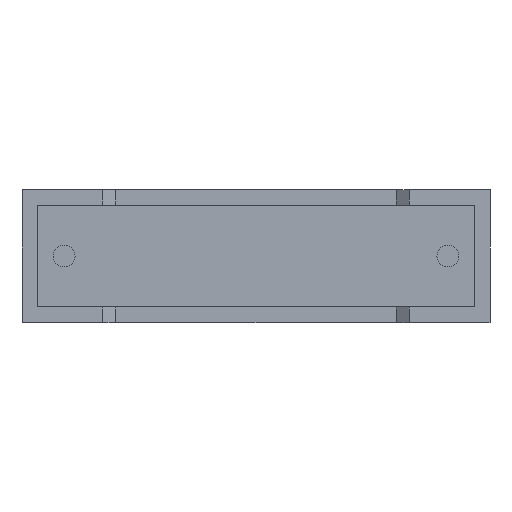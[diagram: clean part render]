
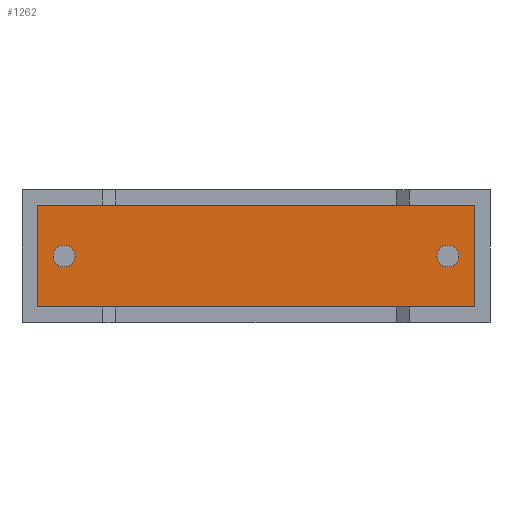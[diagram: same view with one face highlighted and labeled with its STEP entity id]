
A CAD part, front view. The second image highlights one B-rep face of the part: STEP entity #1262.
In plain terms, the highlighted planar face has unit normal (0, -1, 0).
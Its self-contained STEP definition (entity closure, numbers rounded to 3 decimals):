
#2 = VECTOR ( 'NONE', #904, 1000. ) ;
#4 = CARTESIAN_POINT ( 'NONE',  ( 0.61, 0.75, 0.61 ) ) ;
#13 = EDGE_CURVE ( 'NONE', #1686, #2886, #2902, .T. ) ;
#54 = CARTESIAN_POINT ( 'NONE',  ( 17.69, 0.75, 4.59 ) ) ;
#110 = EDGE_CURVE ( 'NONE', #1371, #1686, #137, .T. ) ;
#125 = DIRECTION ( 'NONE',  ( 0., 0., -1. ) ) ;
#137 = LINE ( 'NONE', #2251, #1987 ) ;
#152 = CIRCLE ( 'NONE', #1100, 0.425 ) ;
#226 = CARTESIAN_POINT ( 'NONE',  ( 17.69, 0.75, 0.61 ) ) ;
#253 = VERTEX_POINT ( 'NONE', #2323 ) ;
#262 = VECTOR ( 'NONE', #2591, 1000. ) ;
#370 = CARTESIAN_POINT ( 'NONE',  ( 16.65, 0.75, 2.175 ) ) ;
#414 = DIRECTION ( 'NONE',  ( 0., -1., 0. ) ) ;
#449 = CARTESIAN_POINT ( 'NONE',  ( 16.65, 0.75, 2.6 ) ) ;
#527 = CIRCLE ( 'NONE', #1079, 0.425 ) ;
#573 = EDGE_CURVE ( 'NONE', #1267, #2316, #527, .T. ) ;
#609 = EDGE_CURVE ( 'NONE', #253, #1371, #976, .T. ) ;
#678 = FACE_OUTER_BOUND ( 'NONE', #1877, .T. ) ;
#736 = DIRECTION ( 'NONE',  ( 0., 0., -1. ) ) ;
#738 = CARTESIAN_POINT ( 'NONE',  ( 0.61, 0.75, 4.59 ) ) ;
#812 = CARTESIAN_POINT ( 'NONE',  ( 0.61, 0.75, 0.61 ) ) ;
#904 = DIRECTION ( 'NONE',  ( 0., 0., 1. ) ) ;
#943 = EDGE_CURVE ( 'NONE', #2565, #2261, #2445, .T. ) ;
#970 = DIRECTION ( 'NONE',  ( 0., -1., 0. ) ) ;
#976 = LINE ( 'NONE', #54, #1466 ) ;
#1079 = AXIS2_PLACEMENT_3D ( 'NONE', #2804, #414, #1366 ) ;
#1100 = AXIS2_PLACEMENT_3D ( 'NONE', #2408, #970, #736 ) ;
#1150 = DIRECTION ( 'NONE',  ( 0., 0., -1. ) ) ;
#1160 = DIRECTION ( 'NONE',  ( 0., 0., -1. ) ) ;
#1262 = ADVANCED_FACE ( 'NONE', ( #2370, #678, #1837 ), #2812, .T. ) ;
#1267 = VERTEX_POINT ( 'NONE', #2554 ) ;
#1296 = ORIENTED_EDGE ( 'NONE', *, *, #1520, .F. ) ;
#1339 = CARTESIAN_POINT ( 'NONE',  ( 16.65, 0.75, 3.025 ) ) ;
#1366 = DIRECTION ( 'NONE',  ( 0., 0., -1. ) ) ;
#1371 = VERTEX_POINT ( 'NONE', #738 ) ;
#1466 = VECTOR ( 'NONE', #2644, 1000. ) ;
#1519 = ORIENTED_EDGE ( 'NONE', *, *, #609, .T. ) ;
#1520 = EDGE_CURVE ( 'NONE', #2316, #1267, #152, .T. ) ;
#1542 = CARTESIAN_POINT ( 'NONE',  ( 17.69, 0.75, 0.61 ) ) ;
#1600 = AXIS2_PLACEMENT_3D ( 'NONE', #449, #2821, #1160 ) ;
#1619 = DIRECTION ( 'NONE',  ( 0., 0., -1. ) ) ;
#1640 = AXIS2_PLACEMENT_3D ( 'NONE', #1856, #1899, #1150 ) ;
#1653 = EDGE_LOOP ( 'NONE', ( #2059, #2148 ) ) ;
#1686 = VERTEX_POINT ( 'NONE', #812 ) ;
#1713 = EDGE_CURVE ( 'NONE', #2886, #253, #2807, .T. ) ;
#1837 = FACE_BOUND ( 'NONE', #2385, .T. ) ;
#1856 = CARTESIAN_POINT ( 'NONE',  ( 0., 0.75, 0. ) ) ;
#1860 = CARTESIAN_POINT ( 'NONE',  ( 16.65, 0.75, 2.6 ) ) ;
#1877 = EDGE_LOOP ( 'NONE', ( #2814, #2551, #1973, #1519 ) ) ;
#1899 = DIRECTION ( 'NONE',  ( 0., -1., 0. ) ) ;
#1973 = ORIENTED_EDGE ( 'NONE', *, *, #1713, .T. ) ;
#1987 = VECTOR ( 'NONE', #125, 1000. ) ;
#2059 = ORIENTED_EDGE ( 'NONE', *, *, #2718, .F. ) ;
#2148 = ORIENTED_EDGE ( 'NONE', *, *, #943, .F. ) ;
#2251 = CARTESIAN_POINT ( 'NONE',  ( 0.61, 0.75, 4.59 ) ) ;
#2261 = VERTEX_POINT ( 'NONE', #1339 ) ;
#2316 = VERTEX_POINT ( 'NONE', #2506 ) ;
#2323 = CARTESIAN_POINT ( 'NONE',  ( 17.69, 0.75, 4.59 ) ) ;
#2370 = FACE_BOUND ( 'NONE', #1653, .T. ) ;
#2385 = EDGE_LOOP ( 'NONE', ( #1296, #2444 ) ) ;
#2408 = CARTESIAN_POINT ( 'NONE',  ( 1.65, 0.75, 2.6 ) ) ;
#2444 = ORIENTED_EDGE ( 'NONE', *, *, #573, .F. ) ;
#2445 = CIRCLE ( 'NONE', #2847, 0.425 ) ;
#2506 = CARTESIAN_POINT ( 'NONE',  ( 1.65, 0.75, 3.025 ) ) ;
#2551 = ORIENTED_EDGE ( 'NONE', *, *, #13, .T. ) ;
#2554 = CARTESIAN_POINT ( 'NONE',  ( 1.65, 0.75, 2.175 ) ) ;
#2565 = VERTEX_POINT ( 'NONE', #370 ) ;
#2591 = DIRECTION ( 'NONE',  ( 1., 0., 0. ) ) ;
#2644 = DIRECTION ( 'NONE',  ( -1., 0., 0. ) ) ;
#2718 = EDGE_CURVE ( 'NONE', #2261, #2565, #3030, .T. ) ;
#2802 = DIRECTION ( 'NONE',  ( 0., -1., 0. ) ) ;
#2804 = CARTESIAN_POINT ( 'NONE',  ( 1.65, 0.75, 2.6 ) ) ;
#2807 = LINE ( 'NONE', #226, #2 ) ;
#2812 = PLANE ( 'NONE',  #1640 ) ;
#2814 = ORIENTED_EDGE ( 'NONE', *, *, #110, .T. ) ;
#2821 = DIRECTION ( 'NONE',  ( 0., -1., 0. ) ) ;
#2847 = AXIS2_PLACEMENT_3D ( 'NONE', #1860, #2802, #1619 ) ;
#2886 = VERTEX_POINT ( 'NONE', #1542 ) ;
#2902 = LINE ( 'NONE', #4, #262 ) ;
#3030 = CIRCLE ( 'NONE', #1600, 0.425 ) ;
